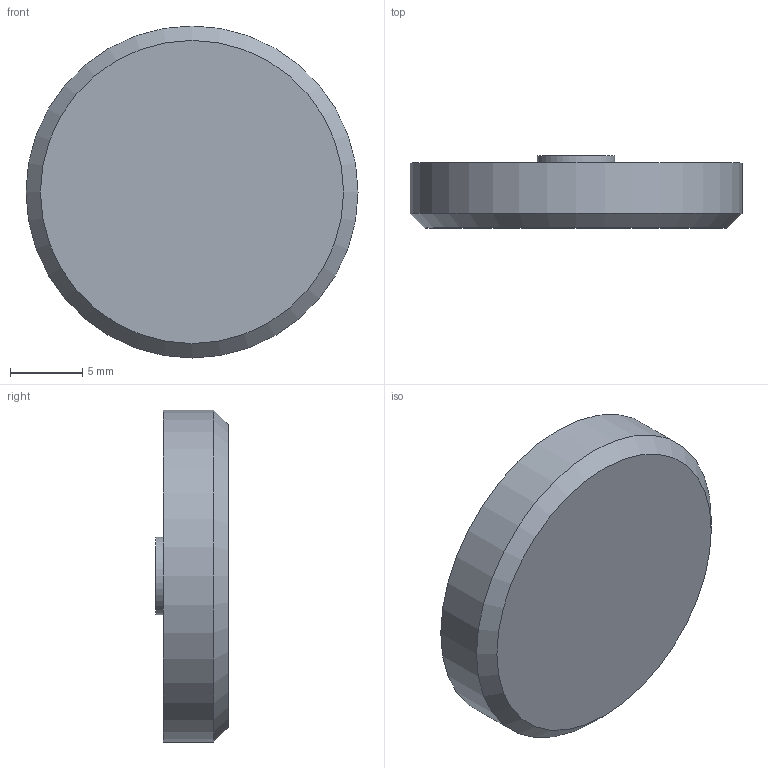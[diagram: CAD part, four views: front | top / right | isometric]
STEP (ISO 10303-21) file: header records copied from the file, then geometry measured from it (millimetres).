
FILE_DESCRIPTION(/* description */ ('STEP AP242','CAx-IF Rec.Pracs.---Representation and Presentation of Product Manufacturing Information (PMI)---4.0---2014-10-13','CAx-IF Rec.Pracs.---3D Tessellated Geometry---0.4---2014-09-14','2;1'),/* implementation_level */ '2;1');
FILE_NAME(/* name */ '67dcc1223417530a115e484c',/* time_stamp */ '2025-03-21T01:30:10Z',/* author */ (''),/* organization */ (''),/* preprocessor_version */ 'ST-DEVELOPER v20',/* originating_system */ 'ONSHAPE BY PTC INC, 1.195',/* authorisation */ ' ');
FILE_SCHEMA (('AP242_MANAGED_MODEL_BASED_3D_ENGINEERING_MIM_LF { 1 0 10303 442 1 1 4 }'));
Length unit declared in the file: metre
Products named in the file (1): Part 1
Bounding box: 23 x 5 x 23 mm (x, y, z)
Volume: 681.1 mm3; surface area: 1467.3 mm2
Topology: 1 solids, 1 shells, 33 faces, 83 edges, 55 vertices
Faces by surface type: plane 21, cylinder 11, cone 1
Full cylindrical faces by diameter (mm): 5.4 x1, 21 x1, 23 x1
Entity records: 994 total; most frequent: DIRECTION 170, CARTESIAN_POINT 168, ORIENTED_EDGE 158, EDGE_CURVE 79, AXIS2_PLACEMENT_3D 57, LINE 56, VECTOR 56, VERTEX_POINT 55
